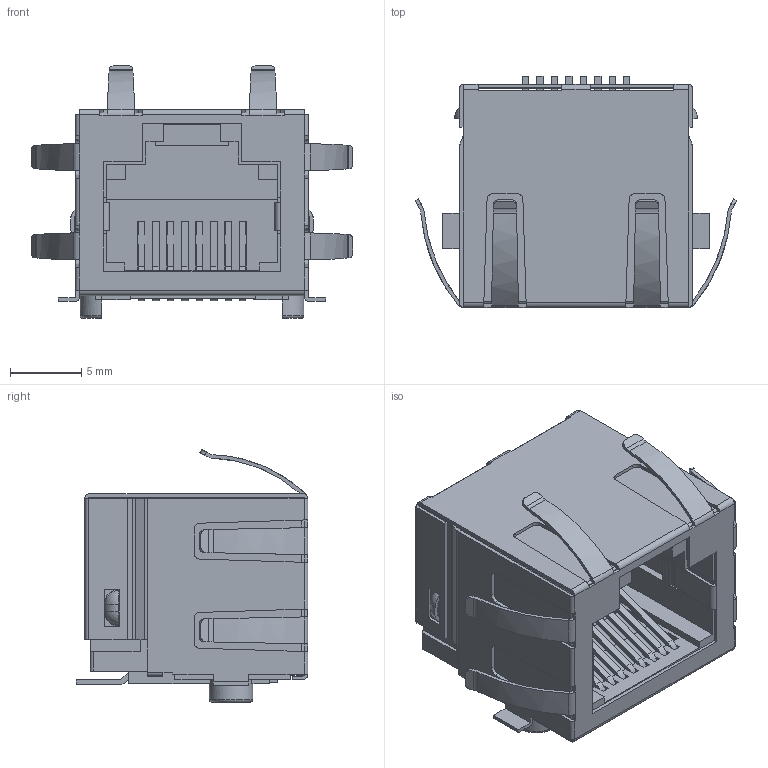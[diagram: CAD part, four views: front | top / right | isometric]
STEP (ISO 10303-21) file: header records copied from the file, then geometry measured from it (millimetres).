
FILE_DESCRIPTION(/* description */ ('Unknown'),/* implementation_level */ '2;1');
FILE_NAME(/* name */ '634008149721',/* time_stamp */ '2018-08-16T09:52:51+02:00',/* author */ ('Unknown'),/* organization */ ('Unknown'),/* preprocessor_version */ 'ST-DEVELOPER v16.7',/* originating_system */ 'DEX',/* authorisation */ $);
FILE_SCHEMA (('AUTOMOTIVE_DESIGN {1 0 10303 214 3 1 1}'));
Length unit declared in the file: millimetre
Products named in the file (5): 634008149721; 634008149721_Housing; 634008149721_Housing2; 634008149721_Pin; 634008149721_Shielding
Assembly tree (11 placements, depth 2):
  634008149721
    634008149721_Housing
    634008149721_Housing2
    634008149721_Pin  x8
    634008149721_Shielding
Bounding box: 22.62 x 16.3 x 17.79 mm (x, y, z)
Volume: 1512.8 mm3; surface area: 4833 mm2
Topology: 11 solids, 11 shells, 832 faces, 2454 edges, 1582 vertices
Faces by surface type: plane 626, cylinder 186, sphere 10, torus 10
Entity records: 23775 total; most frequent: ORIENTED_EDGE 4216, CARTESIAN_POINT 4184, DIRECTION 3902, EDGE_CURVE 2108, LINE 1750, VECTOR 1750, VERTEX_POINT 1358, AXIS2_PLACEMENT_3D 1076
